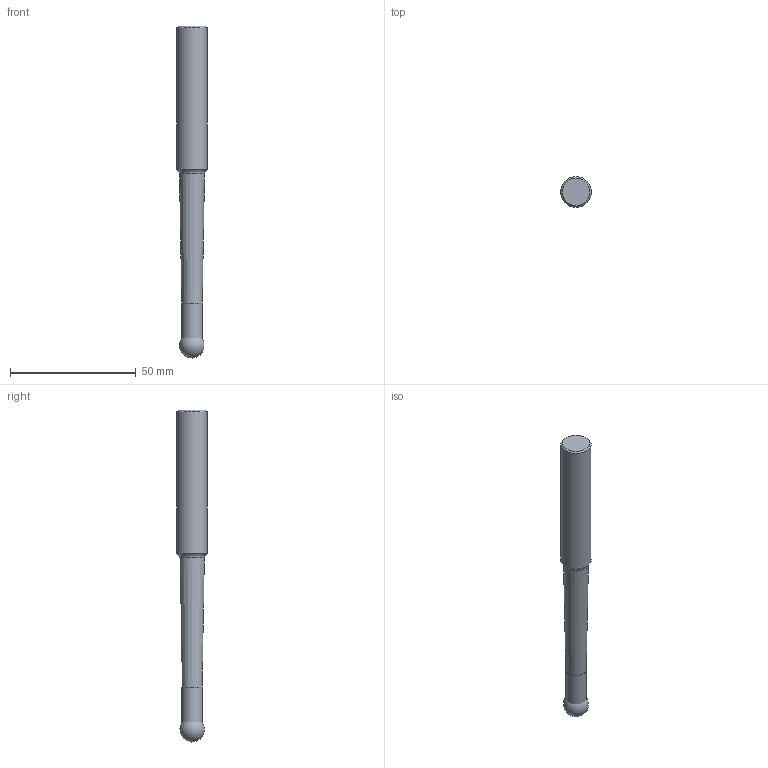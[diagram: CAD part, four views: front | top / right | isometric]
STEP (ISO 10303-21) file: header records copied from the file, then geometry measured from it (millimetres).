
FILE_DESCRIPTION(/* description */ (''),/* implementation_level */ '2;1');
FILE_NAME(/* name */ '1590149192735.stp',/* time_stamp */ '2020-05-22T17:36:59+05:00',/* author */ (''),/* organization */ ('SMS'),/* preprocessor_version */ 'ST-DEVELOPER v16.7',/* originating_system */ 'SIEMENS PLM Software NX 12.0',/* authorisation */ '');
FILE_SCHEMA (('AUTOMOTIVE_DESIGN { 1 0 10303 214 3 1 1 1 }'));
Length unit declared in the file: millimetre
Products named in the file (4): ASSEMBLY_CONSTRUCTION; 202506381mod000_00; 202432695mod000_00; 202432696mod000_00
Assembly tree (3 placements, depth 2):
  202432696mod000_00
    202432695mod000_00
    202506381mod000_00
    ASSEMBLY_CONSTRUCTION
Bounding box: 12.22 x 12.22 x 132 mm (x, y, z)
Volume: 11636.3 mm3; surface area: 4662.8 mm2
Topology: 2 solids, 2 shells, 11 faces, 23 edges, 23 vertices
Faces by surface type: plane 3, cylinder 2, cone 2, torus 2, sphere 2
Full cylindrical faces by diameter (mm): 8.125 x1, 12.225 x1
Entity records: 450 total; most frequent: CARTESIAN_POINT 70, DIRECTION 64, AXIS2_PLACEMENT_3D 32, STYLED_ITEM 20, PRESENTATION_STYLE_ASSIGNMENT 20, EDGE_LOOP 18, ORIENTED_EDGE 18, FACE_BOUND 14
